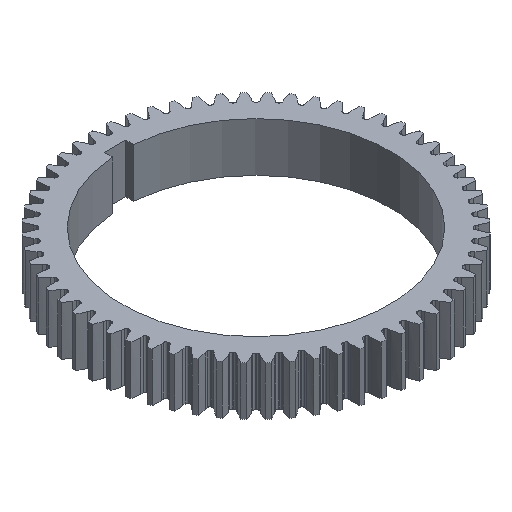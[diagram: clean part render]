
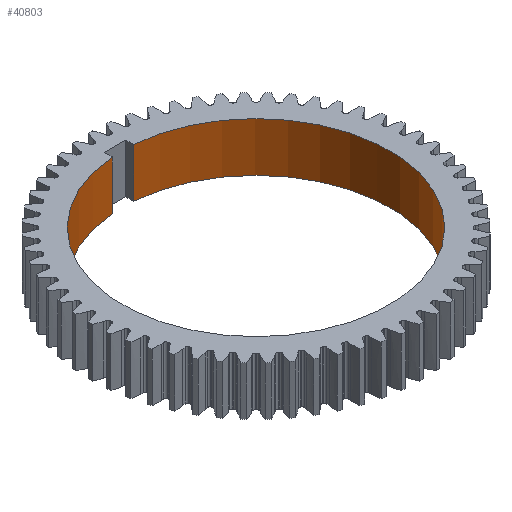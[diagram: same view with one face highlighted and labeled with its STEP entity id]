
A CAD part, isometric view. The second image highlights one B-rep face of the part: STEP entity #40803.
In plain terms, the highlighted cylindrical face has radius 25 mm (diameter 50 mm), a partial arc.
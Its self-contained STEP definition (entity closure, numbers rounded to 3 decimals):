
#76 = PLANE('',#77);
#77 = AXIS2_PLACEMENT_3D('',#78,#79,#80);
#78 = CARTESIAN_POINT('',(0.,0.,9.2));
#79 = DIRECTION('',(0.,0.,1.));
#80 = DIRECTION('',(1.,0.,0.));
#135 = PLANE('',#136);
#136 = AXIS2_PLACEMENT_3D('',#137,#138,#139);
#137 = CARTESIAN_POINT('',(0.,0.,0.));
#138 = DIRECTION('',(0.,0.,1.));
#139 = DIRECTION('',(1.,0.,0.));
#15571 = EDGE_CURVE('',#15572,#15574,#15576,.T.);
#15572 = VERTEX_POINT('',#15573);
#15573 = CARTESIAN_POINT('',(-2.,24.92,0.));
#15574 = VERTEX_POINT('',#15575);
#15575 = CARTESIAN_POINT('',(2.,24.92,0.));
#15576 = SURFACE_CURVE('',#15577,(#15582,#15589),.PCURVE_S1.);
#15577 = CIRCLE('',#15578,25.);
#15578 = AXIS2_PLACEMENT_3D('',#15579,#15580,#15581);
#15579 = CARTESIAN_POINT('',(0.,0.,0.));
#15580 = DIRECTION('',(0.,0.,1.));
#15581 = DIRECTION('',(1.,0.,-0.));
#15582 = PCURVE('',#135,#15583);
#15583 = DEFINITIONAL_REPRESENTATION('',(#15584),#15588);
#15584 = CIRCLE('',#15585,25.);
#15585 = AXIS2_PLACEMENT_2D('',#15586,#15587);
#15586 = CARTESIAN_POINT('',(0.,0.));
#15587 = DIRECTION('',(1.,0.));
#15588 = ( GEOMETRIC_REPRESENTATION_CONTEXT(2) 
PARAMETRIC_REPRESENTATION_CONTEXT() REPRESENTATION_CONTEXT('2D SPACE',''
  ) );
#15589 = PCURVE('',#15590,#15595);
#15590 = CYLINDRICAL_SURFACE('',#15591,25.);
#15591 = AXIS2_PLACEMENT_3D('',#15592,#15593,#15594);
#15592 = CARTESIAN_POINT('',(0.,0.,9.2));
#15593 = DIRECTION('',(0.,0.,1.));
#15594 = DIRECTION('',(1.,0.,-0.));
#15595 = DEFINITIONAL_REPRESENTATION('',(#15596),#15600);
#15596 = LINE('',#15597,#15598);
#15597 = CARTESIAN_POINT('',(0.,-9.2));
#15598 = VECTOR('',#15599,1.);
#15599 = DIRECTION('',(1.,0.));
#15600 = ( GEOMETRIC_REPRESENTATION_CONTEXT(2) 
PARAMETRIC_REPRESENTATION_CONTEXT() REPRESENTATION_CONTEXT('2D SPACE',''
  ) );
#15618 = PLANE('',#15619);
#15619 = AXIS2_PLACEMENT_3D('',#15620,#15621,#15622);
#15620 = CARTESIAN_POINT('',(-2.,24.92,9.2));
#15621 = DIRECTION('',(1.,0.,0.));
#15622 = DIRECTION('',(-0.,1.,0.));
#15672 = PLANE('',#15673);
#15673 = AXIS2_PLACEMENT_3D('',#15674,#15675,#15676);
#15674 = CARTESIAN_POINT('',(2.,26.4,9.2));
#15675 = DIRECTION('',(-1.,0.,0.));
#15676 = DIRECTION('',(0.,-1.,0.));
#27852 = EDGE_CURVE('',#27853,#27855,#27857,.T.);
#27853 = VERTEX_POINT('',#27854);
#27854 = CARTESIAN_POINT('',(-2.,24.92,9.2));
#27855 = VERTEX_POINT('',#27856);
#27856 = CARTESIAN_POINT('',(2.,24.92,9.2));
#27857 = SURFACE_CURVE('',#27858,(#27863,#27870),.PCURVE_S1.);
#27858 = CIRCLE('',#27859,25.);
#27859 = AXIS2_PLACEMENT_3D('',#27860,#27861,#27862);
#27860 = CARTESIAN_POINT('',(0.,0.,9.2));
#27861 = DIRECTION('',(0.,0.,1.));
#27862 = DIRECTION('',(1.,0.,0.));
#27863 = PCURVE('',#76,#27864);
#27864 = DEFINITIONAL_REPRESENTATION('',(#27865),#27869);
#27865 = CIRCLE('',#27866,25.);
#27866 = AXIS2_PLACEMENT_2D('',#27867,#27868);
#27867 = CARTESIAN_POINT('',(0.,0.));
#27868 = DIRECTION('',(1.,0.));
#27869 = ( GEOMETRIC_REPRESENTATION_CONTEXT(2) 
PARAMETRIC_REPRESENTATION_CONTEXT() REPRESENTATION_CONTEXT('2D SPACE',''
  ) );
#27870 = PCURVE('',#15590,#27871);
#27871 = DEFINITIONAL_REPRESENTATION('',(#27872),#27876);
#27872 = LINE('',#27873,#27874);
#27873 = CARTESIAN_POINT('',(0.,0.));
#27874 = VECTOR('',#27875,1.);
#27875 = DIRECTION('',(1.,0.));
#27876 = ( GEOMETRIC_REPRESENTATION_CONTEXT(2) 
PARAMETRIC_REPRESENTATION_CONTEXT() REPRESENTATION_CONTEXT('2D SPACE',''
  ) );
#40803 = ADVANCED_FACE('',(#40804),#15590,.F.);
#40804 = FACE_BOUND('',#40805,.F.);
#40805 = EDGE_LOOP('',(#40806,#40807,#40828,#40829));
#40806 = ORIENTED_EDGE('',*,*,#27852,.F.);
#40807 = ORIENTED_EDGE('',*,*,#40808,.T.);
#40808 = EDGE_CURVE('',#27853,#15572,#40809,.T.);
#40809 = SURFACE_CURVE('',#40810,(#40814,#40821),.PCURVE_S1.);
#40810 = LINE('',#40811,#40812);
#40811 = CARTESIAN_POINT('',(-2.,24.92,9.2));
#40812 = VECTOR('',#40813,1.);
#40813 = DIRECTION('',(-0.,-0.,-1.));
#40814 = PCURVE('',#15590,#40815);
#40815 = DEFINITIONAL_REPRESENTATION('',(#40816),#40820);
#40816 = LINE('',#40817,#40818);
#40817 = CARTESIAN_POINT('',(1.651,0.));
#40818 = VECTOR('',#40819,1.);
#40819 = DIRECTION('',(0.,-1.));
#40820 = ( GEOMETRIC_REPRESENTATION_CONTEXT(2) 
PARAMETRIC_REPRESENTATION_CONTEXT() REPRESENTATION_CONTEXT('2D SPACE',''
  ) );
#40821 = PCURVE('',#15618,#40822);
#40822 = DEFINITIONAL_REPRESENTATION('',(#40823),#40827);
#40823 = LINE('',#40824,#40825);
#40824 = CARTESIAN_POINT('',(0.,0.));
#40825 = VECTOR('',#40826,1.);
#40826 = DIRECTION('',(0.,-1.));
#40827 = ( GEOMETRIC_REPRESENTATION_CONTEXT(2) 
PARAMETRIC_REPRESENTATION_CONTEXT() REPRESENTATION_CONTEXT('2D SPACE',''
  ) );
#40828 = ORIENTED_EDGE('',*,*,#15571,.T.);
#40829 = ORIENTED_EDGE('',*,*,#40830,.F.);
#40830 = EDGE_CURVE('',#27855,#15574,#40831,.T.);
#40831 = SURFACE_CURVE('',#40832,(#40836,#40843),.PCURVE_S1.);
#40832 = LINE('',#40833,#40834);
#40833 = CARTESIAN_POINT('',(2.,24.92,9.2));
#40834 = VECTOR('',#40835,1.);
#40835 = DIRECTION('',(-0.,-0.,-1.));
#40836 = PCURVE('',#15590,#40837);
#40837 = DEFINITIONAL_REPRESENTATION('',(#40838),#40842);
#40838 = LINE('',#40839,#40840);
#40839 = CARTESIAN_POINT('',(7.774,0.));
#40840 = VECTOR('',#40841,1.);
#40841 = DIRECTION('',(0.,-1.));
#40842 = ( GEOMETRIC_REPRESENTATION_CONTEXT(2) 
PARAMETRIC_REPRESENTATION_CONTEXT() REPRESENTATION_CONTEXT('2D SPACE',''
  ) );
#40843 = PCURVE('',#15672,#40844);
#40844 = DEFINITIONAL_REPRESENTATION('',(#40845),#40849);
#40845 = LINE('',#40846,#40847);
#40846 = CARTESIAN_POINT('',(1.48,0.));
#40847 = VECTOR('',#40848,1.);
#40848 = DIRECTION('',(0.,-1.));
#40849 = ( GEOMETRIC_REPRESENTATION_CONTEXT(2) 
PARAMETRIC_REPRESENTATION_CONTEXT() REPRESENTATION_CONTEXT('2D SPACE',''
  ) );
